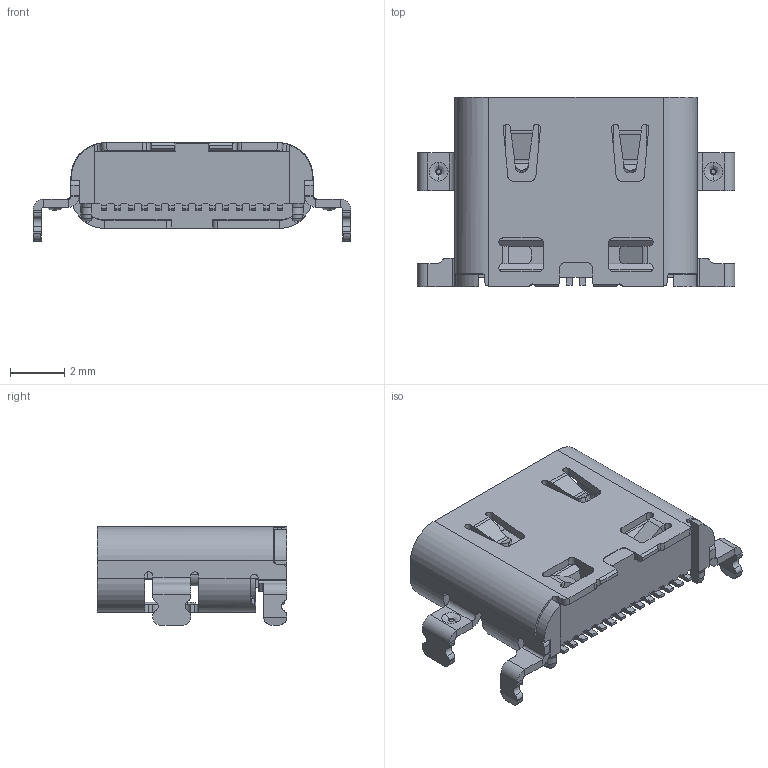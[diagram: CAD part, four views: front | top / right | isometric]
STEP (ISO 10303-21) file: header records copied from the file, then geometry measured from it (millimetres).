
FILE_DESCRIPTION((''),'2;1');
FILE_NAME('55919_ASM','2015-12-18T',('Administrator'),(''),'PRO/ENGINEER BY PARAMETRIC TECHNOLOGY CORPORATION, 2010280','PRO/ENGINEER BY PARAMETRIC TECHNOLOGY CORPORATION, 2010280','');
FILE_SCHEMA(('CONFIG_CONTROL_DESIGN'));
Length unit declared in the file: millimetre
Products named in the file (1): 55919_ASM
Bounding box: 11.74 x 7 x 3.63 mm (x, y, z)
Volume: 93.2 mm3; surface area: 472 mm2
Topology: 3 solids, 3 shells, 1047 faces, 3003 edges, 1947 vertices
Faces by surface type: plane 763, cylinder 224, torus 28, bspline 20, cone 12
Entity records: 34379 total; most frequent: CARTESIAN_POINT 6937, ORIENTED_EDGE 5826, DIRECTION 5484, EDGE_CURVE 2913, VECTOR 2296, LINE 2296, VERTEX_POINT 1858, AXIS2_PLACEMENT_3D 1594
